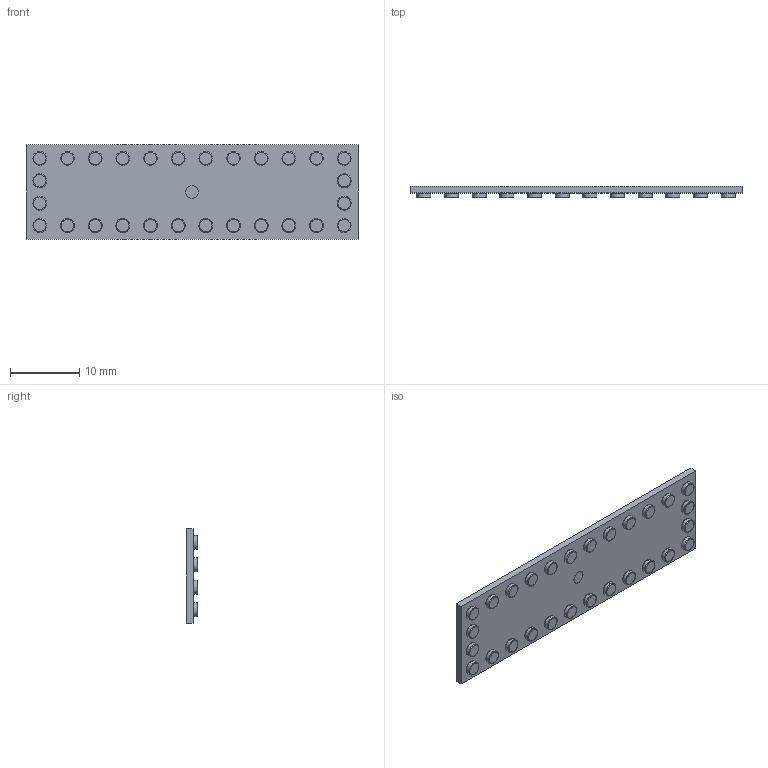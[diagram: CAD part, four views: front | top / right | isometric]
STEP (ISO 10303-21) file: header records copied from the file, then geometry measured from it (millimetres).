
FILE_DESCRIPTION(('TFLEX Exchange Step'),'2;1');
FILE_NAME(' заглушка зад.stp', '2022-04-03T21:58:40+03:00',('ilya'),('Unknown organisation'),'TFLEX Exchange 2022.0','T-FLEX CAD','Unknown authorisation');
FILE_SCHEMA( ('AUTOMOTIVE_DESIGN { 1 0 10303 214 1 1 1 1 }') );
Length unit declared in the file: millimetre
Products named in the file (42): норм заклепка; декор заглушка зад
Assembly tree (56 placements, depth 3):
  декор заглушка зад
    норм заклепка
      норм заклепка
    норм заклепка
      норм заклепка
    норм заклепка
      норм заклепка
    норм заклепка
      норм заклепка
    норм заклепка
      норм заклепка
    норм заклепка
      норм заклепка
    норм заклепка
      норм заклепка
    норм заклепка
      норм заклепка
    норм заклепка
      норм заклепка
    норм заклепка
      норм заклепка
    норм заклепка
      норм заклепка
    норм заклепка
      норм заклепка
    норм заклепка
      норм заклепка
    норм заклепка
      норм заклепка
    норм заклепка
      норм заклепка
    норм заклепка
      норм заклепка
    норм заклепка
      норм заклепка
    норм заклепка
      норм заклепка
    норм заклепка
      норм заклепка
    норм заклепка
      норм заклепка
    норм заклепка
      норм заклепка
    норм заклепка
      норм заклепка
    норм заклепка
      норм заклепка
    норм заклепка
      норм заклепка
    норм заклепка
      норм заклепка
    норм заклепка
      норм заклепка
    норм заклепка
      норм заклепка
    норм заклепка
      норм заклепка
Bounding box: 48 x 1.7 x 13.71 mm (x, y, z)
Volume: 721.3 mm3; surface area: 1733.9 mm2
Topology: 30 solids, 30 shells, 238 faces, 476 edges, 298 vertices
Faces by surface type: bspline 96, torus 68, plane 40, cylinder 34
Entity records: 5011 total; most frequent: CARTESIAN_POINT 2637, ORIENTED_EDGE 440, EDGE_CURVE 220, DIRECTION 184, VERTEX_POINT 138, PRODUCT_DEFINITION_SHAPE 113, EDGE_LOOP 110, FACE_BOUND 110
